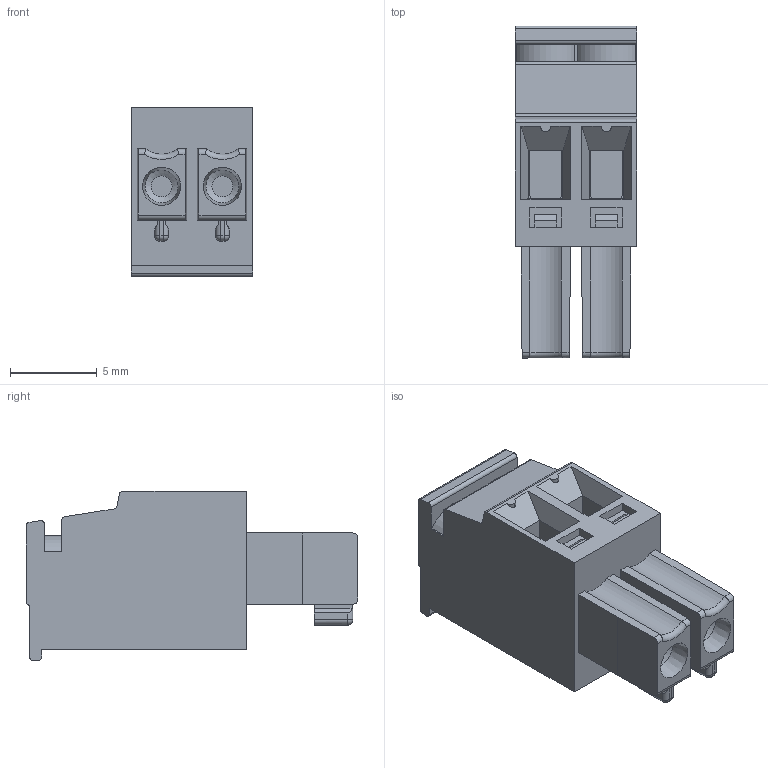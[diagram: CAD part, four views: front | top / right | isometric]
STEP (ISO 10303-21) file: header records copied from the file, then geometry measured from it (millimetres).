
FILE_DESCRIPTION(('STEP AP214'),'1');
FILE_NAME('SV02-3.5-P.stp','2016-01-04T09:19:03',(' '),(' '),'Spatial InterOp 3D',' ',' ');
FILE_SCHEMA(('automotive_design'));
Length unit declared in the file: metre
Products named in the file (1): 1
Bounding box: 7 x 19.1 x 9.75 mm (x, y, z)
Volume: 784.3 mm3; surface area: 920.9 mm2
Topology: 1 solids, 1 shells, 165 faces, 419 edges, 270 vertices
Faces by surface type: plane 107, cylinder 48, sphere 4, cone 4, torus 2
Full cylindrical faces by diameter (mm): 1.2 x2, 3 x2
Entity records: 6230 total; most frequent: CARTESIAN_POINT 909, ORIENTED_EDGE 814, DIRECTION 813, EDGE_CURVE 407, LINE 301, VECTOR 301, VERTEX_POINT 270, AXIS2_PLACEMENT_3D 256
